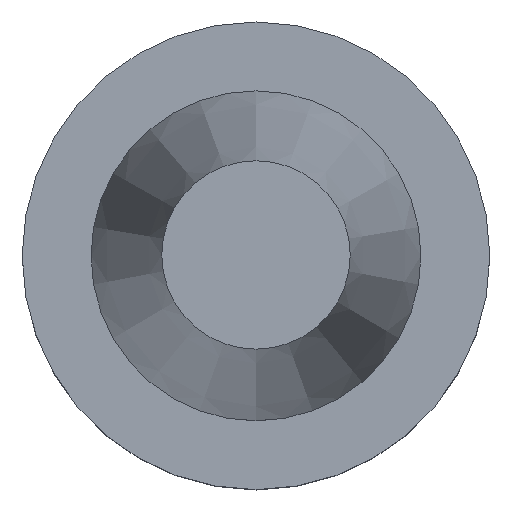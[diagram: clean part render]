
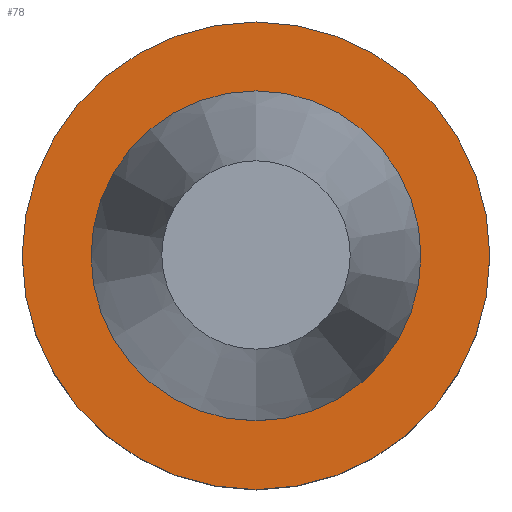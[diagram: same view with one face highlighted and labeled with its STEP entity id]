
A CAD part, top view. The second image highlights one B-rep face of the part: STEP entity #78.
In plain terms, the highlighted planar face has unit normal (0, 0, 1).
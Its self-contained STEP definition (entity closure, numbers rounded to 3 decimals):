
#78=ADVANCED_FACE('',(#102,#103),#104,.T.);
#102=FACE_OUTER_BOUND('',#154,.T.);
#103=FACE_BOUND('',#155,.T.);
#104=PLANE('',#156);
#154=EDGE_LOOP('',(#212));
#155=EDGE_LOOP('',(#213));
#156=AXIS2_PLACEMENT_3D('',#214,#215,#216);
#212=ORIENTED_EDGE('',*,*,#289,.F.);
#213=ORIENTED_EDGE('',*,*,#288,.T.);
#214=CARTESIAN_POINT('',(0.,26.863,-1.));
#215=DIRECTION('',(0.,0.,1.0));
#216=DIRECTION('',(0.,-1.0,0.));
#288=EDGE_CURVE('',#307,#307,#308,.T.);
#289=EDGE_CURVE('',#309,#309,#310,.T.);
#307=VERTEX_POINT('',#341);
#308=CIRCLE('',#342,22.225);
#309=VERTEX_POINT('',#343);
#310=CIRCLE('',#344,31.5);
#341=CARTESIAN_POINT('',(0.,22.225,-1.));
#342=AXIS2_PLACEMENT_3D('',#377,#378,#379);
#343=CARTESIAN_POINT('',(0.,31.5,-1.));
#344=AXIS2_PLACEMENT_3D('',#380,#381,#382);
#377=CARTESIAN_POINT('',(0.,0.,-1.));
#378=DIRECTION('',(0.,0.,-1.0));
#379=DIRECTION('',(0.,1.0,0.));
#380=CARTESIAN_POINT('',(0.,0.,-1.));
#381=DIRECTION('',(0.,0.,-1.0));
#382=DIRECTION('',(0.,1.0,0.));
